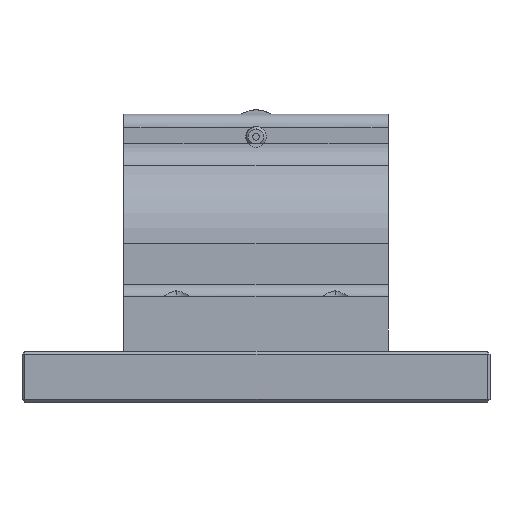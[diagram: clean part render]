
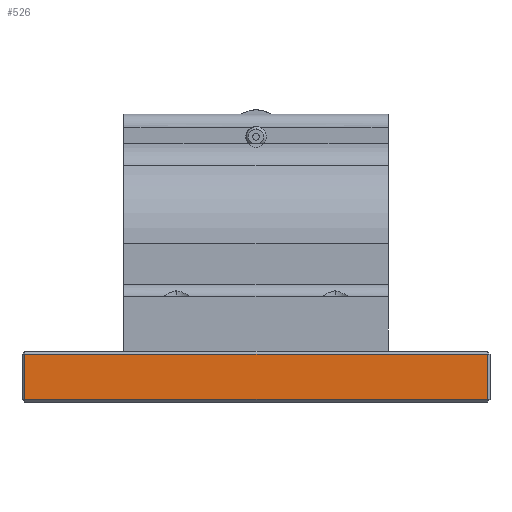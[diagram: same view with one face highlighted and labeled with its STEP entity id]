
A CAD part, left-side view. The second image highlights one B-rep face of the part: STEP entity #526.
In plain terms, the highlighted planar face has unit normal (-1, 0, 0).
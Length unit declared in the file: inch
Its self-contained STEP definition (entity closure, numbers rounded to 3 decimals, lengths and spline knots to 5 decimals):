
#526 = ADVANCED_FACE ( 'NONE', ( #1164 ), #1333, .F. ) ;
#909 = CARTESIAN_POINT ( 'NONE',  ( -2.214, 2.189, -1.475 ) ) ;
#1164 = FACE_OUTER_BOUND ( 'NONE', #20554, .T. ) ;
#1333 = PLANE ( 'NONE',  #3234 ) ;
#1733 = DIRECTION ( 'NONE',  ( 1., 0., 0. ) ) ;
#3234 = AXIS2_PLACEMENT_3D ( 'NONE', #20993, #1733, #24187 ) ;
#3749 = DIRECTION ( 'NONE',  ( 0., -1., 0. ) ) ;
#5934 = VECTOR ( 'NONE', #3749, 39.37008 ) ;
#5949 = VECTOR ( 'NONE', #16872, 39.37008 ) ;
#6883 = CARTESIAN_POINT ( 'NONE',  ( -2.214, 2.189, -1.045 ) ) ;
#7036 = ORIENTED_EDGE ( 'NONE', *, *, #19867, .T. ) ;
#10417 = CARTESIAN_POINT ( 'NONE',  ( -2.214, -2.214, -1.045 ) ) ;
#10559 = VERTEX_POINT ( 'NONE', #909 ) ;
#11435 = CARTESIAN_POINT ( 'NONE',  ( -2.214, -2.189, -1.02 ) ) ;
#13114 = EDGE_CURVE ( 'NONE', #19334, #10559, #14910, .T. ) ;
#14910 = LINE ( 'NONE', #38257, #23446 ) ;
#15913 = LINE ( 'NONE', #11435, #41505 ) ;
#16872 = DIRECTION ( 'NONE',  ( 0., 1., 0. ) ) ;
#17109 = EDGE_CURVE ( 'NONE', #29451, #19334, #40067, .T. ) ;
#17894 = DIRECTION ( 'NONE',  ( 0., 0., 1. ) ) ;
#19334 = VERTEX_POINT ( 'NONE', #6883 ) ;
#19867 = EDGE_CURVE ( 'NONE', #10559, #32198, #23026, .T. ) ;
#20175 = EDGE_CURVE ( 'NONE', #32198, #29451, #15913, .T. ) ;
#20554 = EDGE_LOOP ( 'NONE', ( #34538, #36601, #7036, #41180 ) ) ;
#20993 = CARTESIAN_POINT ( 'NONE',  ( -2.214, -2.214, -1.02 ) ) ;
#22264 = DIRECTION ( 'NONE',  ( 0., 0., -1. ) ) ;
#22992 = CARTESIAN_POINT ( 'NONE',  ( -2.214, -2.214, -1.475 ) ) ;
#23026 = LINE ( 'NONE', #22992, #5934 ) ;
#23446 = VECTOR ( 'NONE', #22264, 39.37008 ) ;
#24187 = DIRECTION ( 'NONE',  ( 0., 0., -1. ) ) ;
#28712 = CARTESIAN_POINT ( 'NONE',  ( -2.214, -2.189, -1.475 ) ) ;
#29451 = VERTEX_POINT ( 'NONE', #35651 ) ;
#32198 = VERTEX_POINT ( 'NONE', #28712 ) ;
#34538 = ORIENTED_EDGE ( 'NONE', *, *, #17109, .T. ) ;
#35651 = CARTESIAN_POINT ( 'NONE',  ( -2.214, -2.189, -1.045 ) ) ;
#36601 = ORIENTED_EDGE ( 'NONE', *, *, #13114, .T. ) ;
#38257 = CARTESIAN_POINT ( 'NONE',  ( -2.214, 2.189, -1.02 ) ) ;
#40067 = LINE ( 'NONE', #10417, #5949 ) ;
#41180 = ORIENTED_EDGE ( 'NONE', *, *, #20175, .T. ) ;
#41505 = VECTOR ( 'NONE', #17894, 39.37008 ) ;
